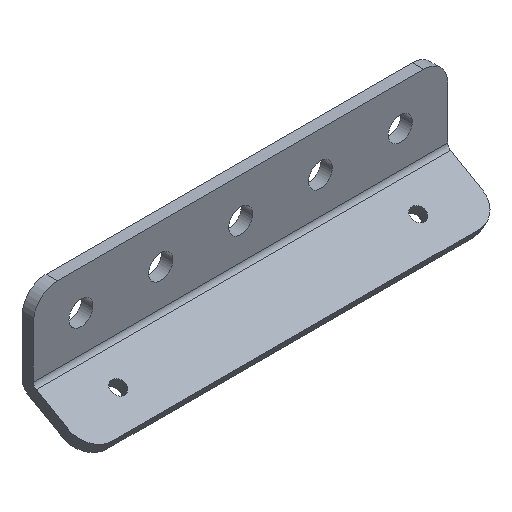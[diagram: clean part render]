
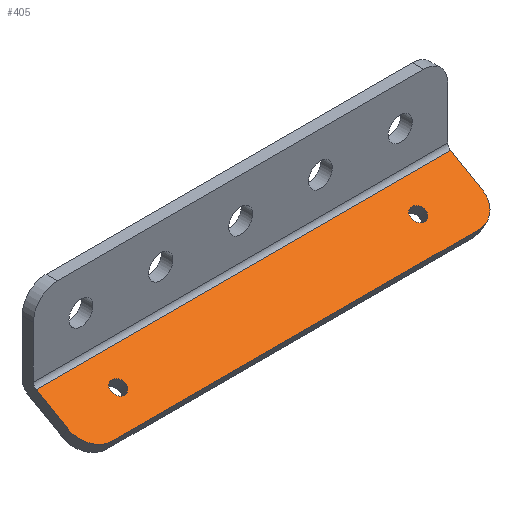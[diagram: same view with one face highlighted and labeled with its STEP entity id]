
A CAD part, isometric view. The second image highlights one B-rep face of the part: STEP entity #405.
In plain terms, the highlighted planar face has unit normal (0, -0.5, 0.866).
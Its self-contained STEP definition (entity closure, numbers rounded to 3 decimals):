
#20=FACE_BOUND('',#66,.T.);
#21=FACE_BOUND('',#67,.T.);
#30=PLANE('',#449);
#39=FACE_OUTER_BOUND('',#65,.T.);
#65=EDGE_LOOP('',(#291,#292,#293,#294,#295,#296));
#66=EDGE_LOOP('',(#297));
#67=EDGE_LOOP('',(#298));
#94=LINE('',#621,#125);
#98=LINE('',#644,#129);
#99=LINE('',#648,#130);
#100=LINE('',#651,#131);
#125=VECTOR('',#494,10.);
#129=VECTOR('',#516,10.);
#130=VECTOR('',#519,10.);
#131=VECTOR('',#522,10.);
#164=CIRCLE('',#450,8.4);
#165=CIRCLE('',#451,8.4);
#166=CIRCLE('',#452,2.5);
#167=CIRCLE('',#453,2.5);
#181=VERTEX_POINT('',#614);
#184=VERTEX_POINT('',#619);
#194=VERTEX_POINT('',#643);
#195=VERTEX_POINT('',#645);
#196=VERTEX_POINT('',#647);
#197=VERTEX_POINT('',#649);
#198=VERTEX_POINT('',#652);
#199=VERTEX_POINT('',#654);
#222=EDGE_CURVE('',#184,#181,#94,.T.);
#233=EDGE_CURVE('',#194,#184,#98,.T.);
#234=EDGE_CURVE('',#195,#194,#164,.T.);
#235=EDGE_CURVE('',#196,#195,#99,.T.);
#236=EDGE_CURVE('',#197,#196,#165,.T.);
#237=EDGE_CURVE('',#197,#181,#100,.T.);
#238=EDGE_CURVE('',#198,#198,#166,.T.);
#239=EDGE_CURVE('',#199,#199,#167,.T.);
#291=ORIENTED_EDGE('',*,*,#222,.F.);
#292=ORIENTED_EDGE('',*,*,#233,.F.);
#293=ORIENTED_EDGE('',*,*,#234,.F.);
#294=ORIENTED_EDGE('',*,*,#235,.F.);
#295=ORIENTED_EDGE('',*,*,#236,.F.);
#296=ORIENTED_EDGE('',*,*,#237,.T.);
#297=ORIENTED_EDGE('',*,*,#238,.T.);
#298=ORIENTED_EDGE('',*,*,#239,.T.);
#405=ADVANCED_FACE('',(#39,#20,#21),#30,.T.);
#449=AXIS2_PLACEMENT_3D('',#642,#514,#515);
#450=AXIS2_PLACEMENT_3D('',#646,#517,#518);
#451=AXIS2_PLACEMENT_3D('',#650,#520,#521);
#452=AXIS2_PLACEMENT_3D('',#653,#523,#524);
#453=AXIS2_PLACEMENT_3D('',#655,#525,#526);
#494=DIRECTION('',(1.,0.,0.));
#514=DIRECTION('center_axis',(0.,-0.5,0.866));
#515=DIRECTION('ref_axis',(0.,0.866,0.5));
#516=DIRECTION('',(0.,0.866,0.5));
#517=DIRECTION('center_axis',(0.,0.5,-0.866));
#518=DIRECTION('ref_axis',(-0.707,-0.612,-0.354));
#519=DIRECTION('',(-1.,0.,0.));
#520=DIRECTION('center_axis',(0.,0.5,-0.866));
#521=DIRECTION('ref_axis',(0.707,-0.612,-0.354));
#522=DIRECTION('',(0.,0.866,0.5));
#523=DIRECTION('center_axis',(0.,0.5,-0.866));
#524=DIRECTION('ref_axis',(-1.,0.,0.));
#525=DIRECTION('center_axis',(0.,0.5,-0.866));
#526=DIRECTION('ref_axis',(-1.,0.,0.));
#614=CARTESIAN_POINT('',(116.179,-1.,-11.215));
#619=CARTESIAN_POINT('',(-28.821,-1.,-11.215));
#621=CARTESIAN_POINT('',(79.929,-1.,-11.215));
#642=CARTESIAN_POINT('Origin',(116.179,-19.337,-21.802));
#643=CARTESIAN_POINT('',(-28.821,-12.062,-17.602));
#644=CARTESIAN_POINT('',(-28.821,-19.337,-21.802));
#645=CARTESIAN_POINT('',(-20.421,-19.337,-21.802));
#646=CARTESIAN_POINT('Origin',(-20.421,-12.062,-17.602));
#647=CARTESIAN_POINT('',(107.779,-19.337,-21.802));
#648=CARTESIAN_POINT('',(116.179,-19.337,-21.802));
#649=CARTESIAN_POINT('',(116.179,-12.062,-17.602));
#650=CARTESIAN_POINT('Origin',(107.779,-12.062,-17.602));
#651=CARTESIAN_POINT('',(116.179,-19.337,-21.802));
#652=CARTESIAN_POINT('',(-6.321,-9.668,-16.22));
#653=CARTESIAN_POINT('Origin',(-8.821,-9.668,-16.22));
#654=CARTESIAN_POINT('',(98.679,-9.668,-16.22));
#655=CARTESIAN_POINT('Origin',(96.179,-9.668,-16.22));
